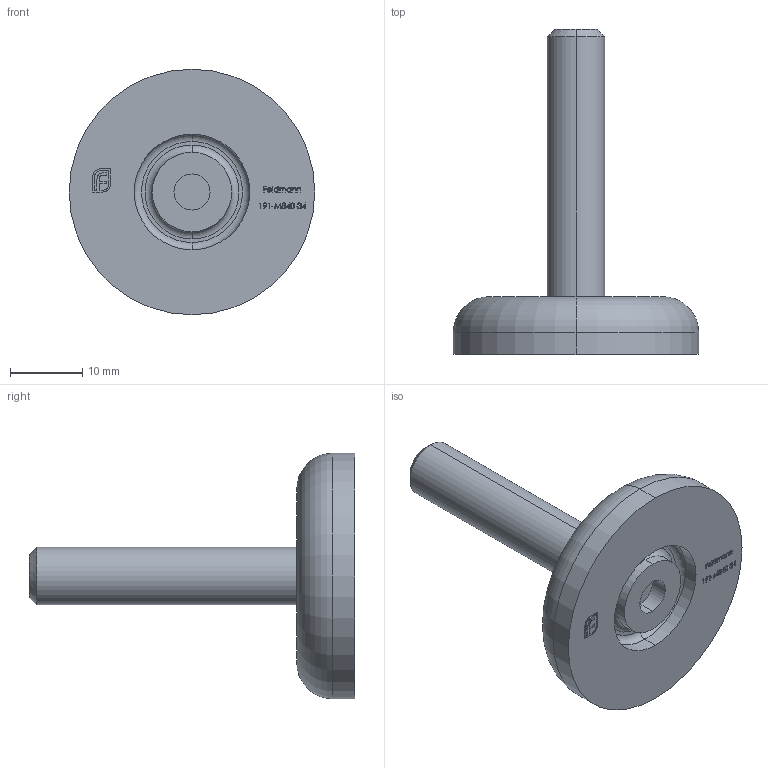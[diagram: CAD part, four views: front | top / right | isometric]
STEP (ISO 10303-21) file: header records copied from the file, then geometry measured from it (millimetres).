
FILE_DESCRIPTION (( 'STEP AP203' ), '1' );
FILE_NAME ('191-M840-34.step', '2021-01-29T09:04:43', ( '' ), ( '' ), 'SwSTEP 2.0', 'SolidWorks 2018', '' );
FILE_SCHEMA (( 'CONFIG_CONTROL_DESIGN' ));
Length unit declared in the file: millimetre
Products named in the file (2): 191-M840-34
Bounding box: 34 x 45 x 34 mm (x, y, z)
Volume: 8166.3 mm3; surface area: 3848.6 mm2
Topology: 2 solids, 2 shells, 313 faces, 820 edges, 544 vertices
Faces by surface type: plane 176, bspline 117, cylinder 12, torus 6, cone 2
Entity records: 15203 total; most frequent: CARTESIAN_POINT 8100, ORIENTED_EDGE 1640, DIRECTION 1020, EDGE_CURVE 820, LINE 548, VECTOR 548, VERTEX_POINT 544, EDGE_LOOP 346
